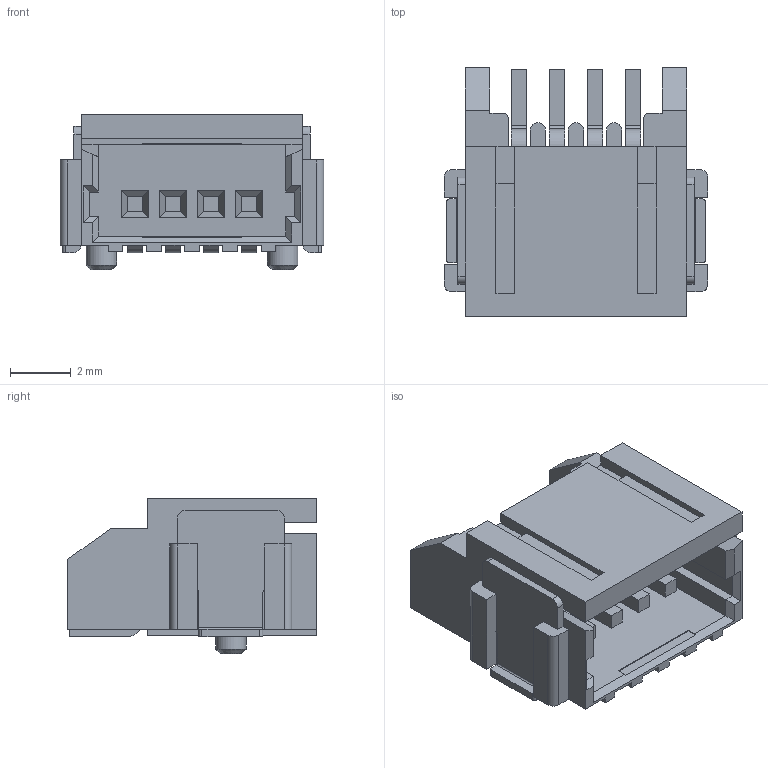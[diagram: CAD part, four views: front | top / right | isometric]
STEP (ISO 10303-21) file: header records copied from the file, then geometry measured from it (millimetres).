
FILE_DESCRIPTION( ( '' ), ' ' );
FILE_NAME( '5a075fb028af2d0bb4f91e0a.step', '2017-11-11T20:38:08', ( '' ), ( '' ), ' ', ' ', ' ' );
FILE_SCHEMA( ( 'AUTOMOTIVE_DESIGN { 1 0 10303 214 1 1 1 1 }' ) );
Length unit declared in the file: metre
Products named in the file (39): Open CASCADE STEP translator 6.8 2; Open CASCADE STEP translator 6.8 1
Bounding box: 8.65 x 8.15 x 5.1 mm (x, y, z)
Volume: 121.9 mm3; surface area: 441.8 mm2
Topology: 1 solids, 1 shells, 270 faces, 775 edges, 553 vertices
Faces by surface type: plane 225, cylinder 43, cone 2
Full cylindrical faces by diameter (mm): 1 x2
Entity records: 15124 total; most frequent: CARTESIAN_POINT 1627, DIRECTION 1484, ORIENTED_EDGE 1460, STYLED_ITEM 1038, PRESENTATION_STYLE_ASSIGNMENT 1038, COLOUR_RGB 1038, CURVE_STYLE 768, DRAUGHTING_PRE_DEFINED_CURVE_FONT 768
